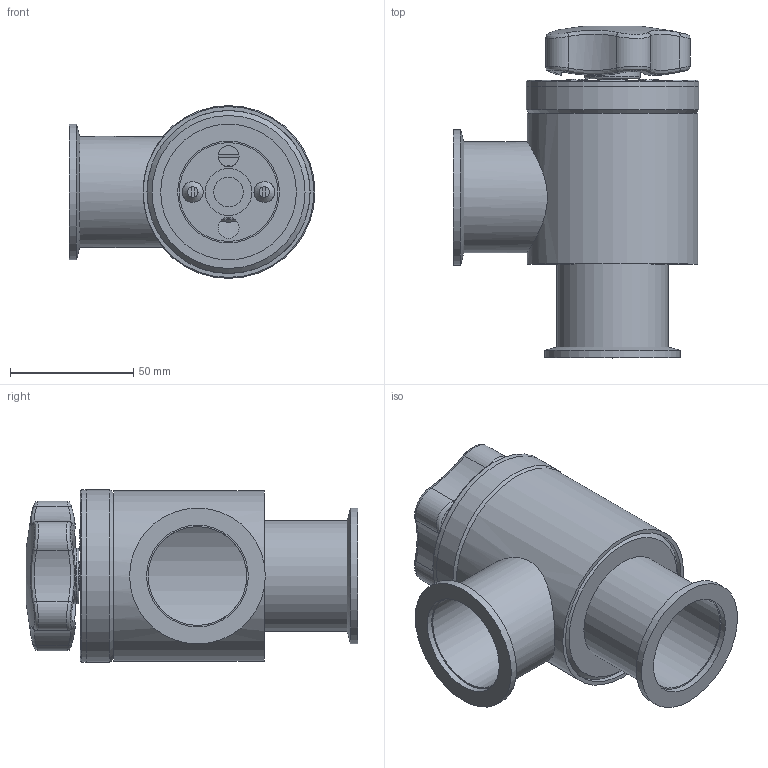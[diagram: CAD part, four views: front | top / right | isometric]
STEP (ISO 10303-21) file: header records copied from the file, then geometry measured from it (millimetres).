
FILE_DESCRIPTION(('STEP AP242'), '1');
FILE_NAME('ÊÂÐ-40 ïîòðåá.', '', ('UNSPECIFIED'), ('UNSPECIFIED'), 'C3D Converter', 'C3D Toolkit', '');
FILE_SCHEMA(('AP242_MANAGED_MODEL_BASED_3D_ENGINEERING_MIM_LF { 1 0 10303 442 1 1 4 }'));
Length unit declared in the file: millimetre
Bounding box: 99.6 x 134.41 x 70 mm (x, y, z)
Surface area: 54878.3 mm2 (no closed solid volume)
Topology: 0 solids, 16 shells, 85 faces, 204 edges, 135 vertices
Faces by surface type: cylinder 38, bspline 20, plane 15, cone 9, revolution 2, torus 1
Full cylindrical faces by diameter (mm): 12 x1, 19 x1, 19.5 x1, 22.5 x1, 40 x2, 41.2 x2, 45 x2, 55 x2, 66.1 x1, 69.2 x1, 70 x2
Entity records: 7693 total; most frequent: CARTESIAN_POINT 5234, DIRECTION 292, ORIENTED_EDGE 291, EDGE_CURVE 176, VERTEX_POINT 135, AXIS2_PLACEMENT_3D 127, EDGE_LOOP 127, COLOUR_RGB 97
